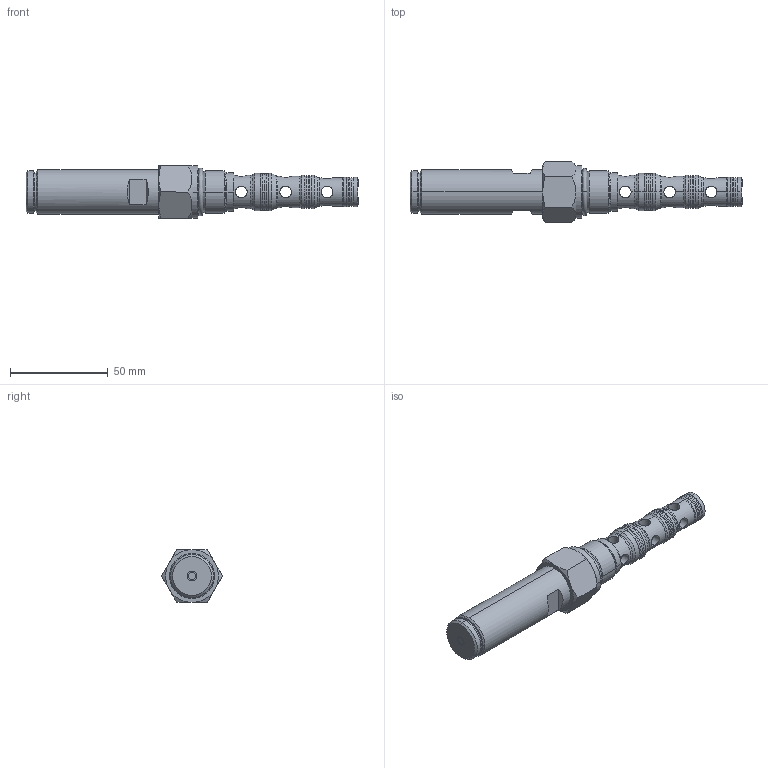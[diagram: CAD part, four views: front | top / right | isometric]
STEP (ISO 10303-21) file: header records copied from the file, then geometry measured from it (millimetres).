
FILE_DESCRIPTION (( 'STEP AP214' ), '1' );
FILE_NAME ('4-2_Wegeventil.STEP', '2016-07-19T08:58:17', ( '' ), ( '' ), 'SwSTEP 2.0', 'SolidWorks 2014', '' );
FILE_SCHEMA (( 'AUTOMOTIVE_DESIGN' ));
Length unit declared in the file: millimetre
Products named in the file (1): 4-2_Wegeventil
Bounding box: 170 x 31.18 x 27 mm (x, y, z)
Volume: 58024.8 mm3; surface area: 13763.6 mm2
Topology: 1 solids, 1 shells, 167 faces, 405 edges, 242 vertices
Faces by surface type: cone 63, cylinder 60, plane 26, bspline 18
Entity records: 10209 total; most frequent: CARTESIAN_POINT 4674, ORIENTED_EDGE 810, DIRECTION 715, EDGE_CURVE 405, AXIS2_PLACEMENT_3D 292, VERTEX_POINT 242, EDGE_LOOP 187, UNCERTAINTY_MEASURE_WITH_UNIT 170
